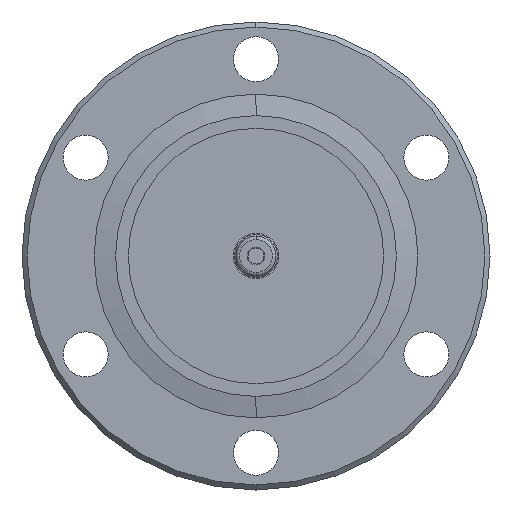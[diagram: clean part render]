
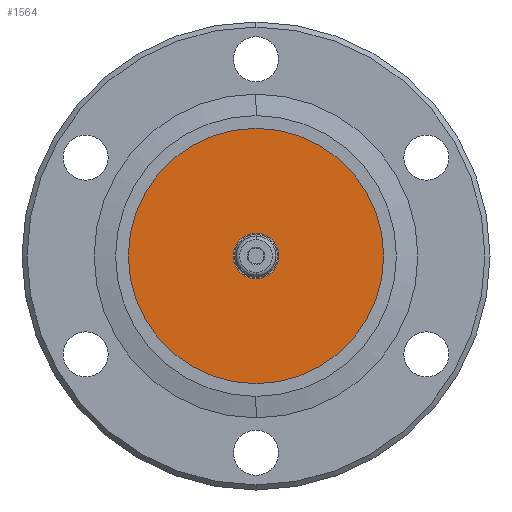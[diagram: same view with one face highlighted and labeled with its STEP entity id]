
A CAD part, front view. The second image highlights one B-rep face of the part: STEP entity #1564.
In plain terms, the highlighted planar face has unit normal (0, -1, 0).
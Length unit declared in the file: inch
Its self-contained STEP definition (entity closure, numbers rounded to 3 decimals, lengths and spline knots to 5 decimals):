
#15 = CARTESIAN_POINT ( 'NONE',  ( 0., 1.01312, 0. ) ) ;
#16 = DIRECTION ( 'NONE',  ( 0., -1., 0. ) ) ;
#17 = DIRECTION ( 'NONE',  ( 0., 0., 1. ) ) ;
#57 = CARTESIAN_POINT ( 'NONE',  ( 0., 1.01312, 0. ) ) ;
#58 = DIRECTION ( 'NONE',  ( 0., -1., 0. ) ) ;
#59 = DIRECTION ( 'NONE',  ( 0., 0., 1. ) ) ;
#60 = CARTESIAN_POINT ( 'NONE',  ( 0., 1.01312, 0. ) ) ;
#61 = DIRECTION ( 'NONE',  ( 0., -1., 0. ) ) ;
#62 = DIRECTION ( 'NONE',  ( 0., 0., 1. ) ) ;
#469 = ORIENTED_EDGE ( 'NONE', *, *, #829, .F. ) ;
#470 = ORIENTED_EDGE ( 'NONE', *, *, #905, .F. ) ;
#471 = ORIENTED_EDGE ( 'NONE', *, *, #830, .T. ) ;
#472 = ORIENTED_EDGE ( 'NONE', *, *, #825, .T. ) ;
#662 = AXIS2_PLACEMENT_3D ( 'NONE', #2568, #2578, #2579 ) ;
#825 = EDGE_CURVE ( 'NONE', #1209, #1210, #1280, .T. ) ;
#829 = EDGE_CURVE ( 'NONE', #1144, #1157, #1283, .T. ) ;
#830 = EDGE_CURVE ( 'NONE', #1210, #1209, #1288, .T. ) ;
#905 = EDGE_CURVE ( 'NONE', #1157, #1144, #1314, .T. ) ;
#1029 = EDGE_LOOP ( 'NONE', ( #469, #470 ) ) ;
#1034 = EDGE_LOOP ( 'NONE', ( #471, #472 ) ) ;
#1144 = VERTEX_POINT ( 'NONE', #2510 ) ;
#1157 = VERTEX_POINT ( 'NONE', #2521 ) ;
#1209 = VERTEX_POINT ( 'NONE', #2534 ) ;
#1210 = VERTEX_POINT ( 'NONE', #2535 ) ;
#1280 = CIRCLE ( 'NONE', #2442, 0.75 ) ;
#1283 = CIRCLE ( 'NONE', #2444, 0.1335 ) ;
#1288 = CIRCLE ( 'NONE', #2445, 0.75 ) ;
#1314 = CIRCLE ( 'NONE', #2459, 0.1335 ) ;
#1492 = FACE_BOUND ( 'NONE', #1029, .T. ) ;
#1495 = FACE_OUTER_BOUND ( 'NONE', #1034, .T. ) ;
#1564 = ADVANCED_FACE ( 'NONE', ( #1492, #1495 ), #2576, .T. ) ;
#2396 = CARTESIAN_POINT ( 'NONE',  ( 0., 1.01312, 0. ) ) ;
#2397 = DIRECTION ( 'NONE',  ( 0., -1., 0. ) ) ;
#2398 = DIRECTION ( 'NONE',  ( 0., 0., 1. ) ) ;
#2442 = AXIS2_PLACEMENT_3D ( 'NONE', #2396, #2397, #2398 ) ;
#2444 = AXIS2_PLACEMENT_3D ( 'NONE', #57, #58, #59 ) ;
#2445 = AXIS2_PLACEMENT_3D ( 'NONE', #60, #61, #62 ) ;
#2459 = AXIS2_PLACEMENT_3D ( 'NONE', #15, #16, #17 ) ;
#2510 = CARTESIAN_POINT ( 'NONE',  ( 0., 1.01312, 0.1335 ) ) ;
#2521 = CARTESIAN_POINT ( 'NONE',  ( 0., 1.01312, -0.1335 ) ) ;
#2534 = CARTESIAN_POINT ( 'NONE',  ( 0., 1.01312, -0.75 ) ) ;
#2535 = CARTESIAN_POINT ( 'NONE',  ( 0., 1.01312, 0.75 ) ) ;
#2568 = CARTESIAN_POINT ( 'NONE',  ( 0.75, 1.01312, 0. ) ) ;
#2576 = PLANE ( 'NONE',  #662 ) ;
#2578 = DIRECTION ( 'NONE',  ( 0., -1., 0. ) ) ;
#2579 = DIRECTION ( 'NONE',  ( 0., 0., 1. ) ) ;
